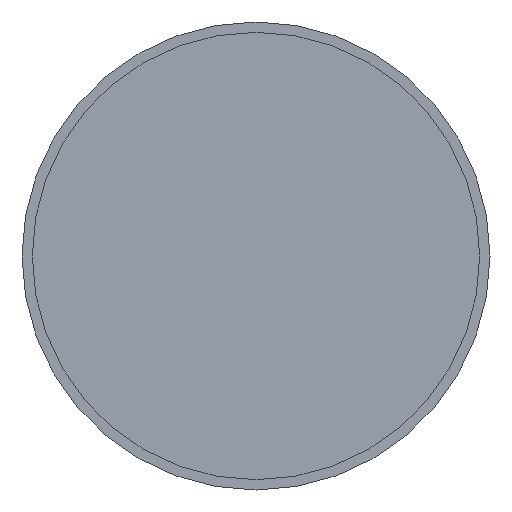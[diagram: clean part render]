
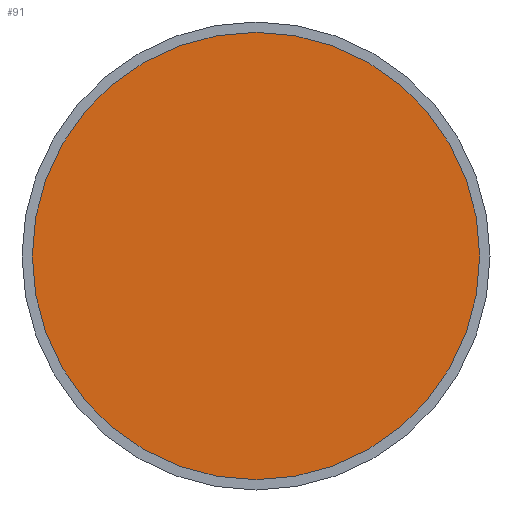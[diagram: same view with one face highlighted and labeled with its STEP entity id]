
A CAD part, front view. The second image highlights one B-rep face of the part: STEP entity #91.
In plain terms, the highlighted planar face has unit normal (0, -1, 0).
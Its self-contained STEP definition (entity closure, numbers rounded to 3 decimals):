
#16=PLANE('',#116);
#22=FACE_OUTER_BOUND('',#28,.T.);
#28=EDGE_LOOP('',(#75));
#42=CIRCLE('',#117,47.8);
#51=VERTEX_POINT('',#173);
#60=EDGE_CURVE('',#51,#51,#42,.T.);
#75=ORIENTED_EDGE('',*,*,#60,.T.);
#91=ADVANCED_FACE('',(#22),#16,.F.);
#116=AXIS2_PLACEMENT_3D('',#172,#141,#142);
#117=AXIS2_PLACEMENT_3D('',#174,#143,#144);
#141=DIRECTION('center_axis',(0.,1.,0.));
#142=DIRECTION('ref_axis',(0.,0.,1.));
#143=DIRECTION('center_axis',(0.,-1.,0.));
#144=DIRECTION('ref_axis',(1.,0.,0.));
#172=CARTESIAN_POINT('Origin',(0.,-208.096,-297.8));
#173=CARTESIAN_POINT('',(0.,-208.096,-202.2));
#174=CARTESIAN_POINT('Origin',(0.,-208.096,-250.));
